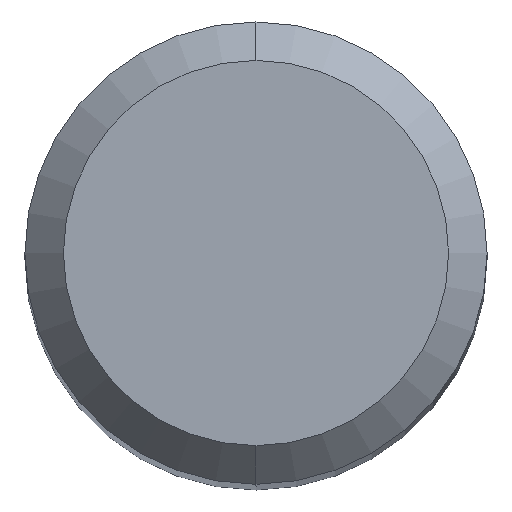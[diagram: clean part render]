
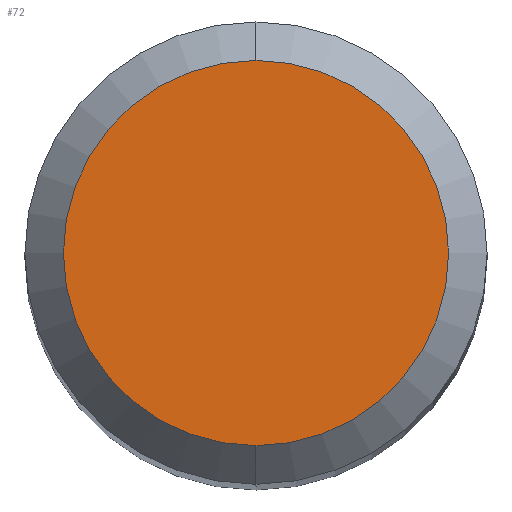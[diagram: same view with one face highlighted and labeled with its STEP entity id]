
A CAD part, top view. The second image highlights one B-rep face of the part: STEP entity #72.
In plain terms, the highlighted planar face has unit normal (0, 0, 1).
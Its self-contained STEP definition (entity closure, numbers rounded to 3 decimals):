
#72=ADVANCED_FACE('',(#150),#151,.T.);
#150=FACE_OUTER_BOUND('',#233,.T.);
#151=PLANE('',#234);
#233=EDGE_LOOP('',(#356,#357));
#234=AXIS2_PLACEMENT_3D('',#358,#359,#360);
#356=ORIENTED_EDGE('',*,*,#430,.F.);
#357=ORIENTED_EDGE('',*,*,#464,.F.);
#358=CARTESIAN_POINT('',(0.,1.25,36.0));
#359=DIRECTION('',(0.,0.0,1.0));
#360=DIRECTION('',(0.0,-1.0,0.0));
#430=EDGE_CURVE('',#499,#502,#503,.T.);
#464=EDGE_CURVE('',#502,#499,#550,.T.);
#499=VERTEX_POINT('',#579);
#502=VERTEX_POINT('',#583);
#503=CIRCLE('',#584,2.5);
#550=CIRCLE('',#638,2.5);
#579=CARTESIAN_POINT('',(0.,2.5,36.0));
#583=CARTESIAN_POINT('',(0.,-2.5,36.0));
#584=AXIS2_PLACEMENT_3D('',#663,#664,#665);
#638=AXIS2_PLACEMENT_3D('',#721,#722,#723);
#663=CARTESIAN_POINT('',(0.,0.0,36.0));
#664=DIRECTION('',(0.,0.,-1.0));
#665=DIRECTION('',(0.,1.0,0.));
#721=CARTESIAN_POINT('',(0.,0.0,36.0));
#722=DIRECTION('',(0.,0.,-1.0));
#723=DIRECTION('',(0.,1.0,0.));
